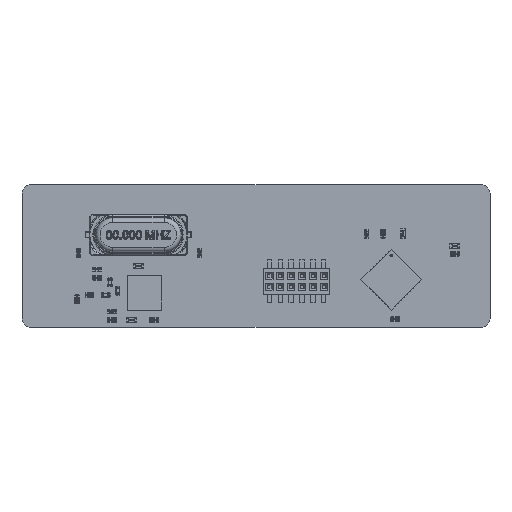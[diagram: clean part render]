
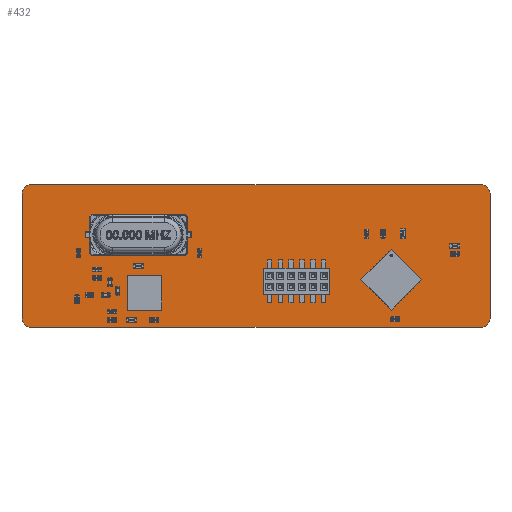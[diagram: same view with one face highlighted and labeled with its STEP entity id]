
A CAD part, top view. The second image highlights one B-rep face of the part: STEP entity #432.
In plain terms, the highlighted planar face has unit normal (0, 0, 1).
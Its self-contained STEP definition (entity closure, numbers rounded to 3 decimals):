
#131 = VERTEX_POINT('',#132);
#132 = CARTESIAN_POINT('',(-1.,2.,0.));
#138 = EDGE_CURVE('',#131,#139,#141,.T.);
#139 = VERTEX_POINT('',#140);
#140 = CARTESIAN_POINT('',(-1.,16.6,0.));
#141 = LINE('',#142,#143);
#142 = CARTESIAN_POINT('',(-1.,2.,0.));
#143 = VECTOR('',#144,1.);
#144 = DIRECTION('',(0.,1.,0.));
#169 = EDGE_CURVE('',#139,#170,#172,.T.);
#170 = VERTEX_POINT('',#171);
#171 = CARTESIAN_POINT('',(0.,17.6,0.));
#172 = CIRCLE('',#173,1.);
#173 = AXIS2_PLACEMENT_3D('',#174,#175,#176);
#174 = CARTESIAN_POINT('',(0.,16.6,0.)
  );
#175 = DIRECTION('',(0.,0.,-1.));
#176 = DIRECTION('',(-1.,0.,0.));
#202 = EDGE_CURVE('',#170,#203,#205,.T.);
#203 = VERTEX_POINT('',#204);
#204 = CARTESIAN_POINT('',(52.5,17.6,0.));
#205 = LINE('',#206,#207);
#206 = CARTESIAN_POINT('',(0.,17.6,0.));
#207 = VECTOR('',#208,1.);
#208 = DIRECTION('',(1.,0.,0.));
#233 = EDGE_CURVE('',#203,#234,#236,.T.);
#234 = VERTEX_POINT('',#235);
#235 = CARTESIAN_POINT('',(53.5,16.6,0.));
#236 = CIRCLE('',#237,1.);
#237 = AXIS2_PLACEMENT_3D('',#238,#239,#240);
#238 = CARTESIAN_POINT('',(52.5,16.6,0.));
#239 = DIRECTION('',(0.,0.,-1.));
#240 = DIRECTION('',(0.,1.,0.));
#266 = EDGE_CURVE('',#234,#267,#269,.T.);
#267 = VERTEX_POINT('',#268);
#268 = CARTESIAN_POINT('',(53.5,2.,0.));
#269 = LINE('',#270,#271);
#270 = CARTESIAN_POINT('',(53.5,16.6,0.));
#271 = VECTOR('',#272,1.);
#272 = DIRECTION('',(0.,-1.,0.));
#297 = EDGE_CURVE('',#267,#298,#300,.T.);
#298 = VERTEX_POINT('',#299);
#299 = CARTESIAN_POINT('',(52.5,1.,0.));
#300 = CIRCLE('',#301,1.);
#301 = AXIS2_PLACEMENT_3D('',#302,#303,#304);
#302 = CARTESIAN_POINT('',(52.5,2.,0.));
#303 = DIRECTION('',(0.,0.,-1.));
#304 = DIRECTION('',(1.,0.,0.));
#330 = EDGE_CURVE('',#298,#331,#333,.T.);
#331 = VERTEX_POINT('',#332);
#332 = CARTESIAN_POINT('',(0.,1.,0.));
#333 = LINE('',#334,#335);
#334 = CARTESIAN_POINT('',(52.5,1.,0.));
#335 = VECTOR('',#336,1.);
#336 = DIRECTION('',(-1.,0.,0.));
#361 = EDGE_CURVE('',#331,#131,#362,.T.);
#362 = CIRCLE('',#363,1.);
#363 = AXIS2_PLACEMENT_3D('',#364,#365,#366);
#364 = CARTESIAN_POINT('',(0.,2.,0.));
#365 = DIRECTION('',(0.,0.,-1.));
#366 = DIRECTION('',(0.,-1.,0.));
#387 = VERTEX_POINT('',#388);
#388 = CARTESIAN_POINT('',(14.05,5.,0.));
#394 = EDGE_CURVE('',#387,#387,#395,.T.);
#395 = CIRCLE('',#396,0.75);
#396 = AXIS2_PLACEMENT_3D('',#397,#398,#399);
#397 = CARTESIAN_POINT('',(13.3,5.,0.));
#398 = DIRECTION('',(0.,0.,1.));
#399 = DIRECTION('',(1.,0.,0.));
#432 = ADVANCED_FACE('',(#433,#443),#446,.T.);
#433 = FACE_BOUND('',#434,.F.);
#434 = EDGE_LOOP('',(#435,#436,#437,#438,#439,#440,#441,#442));
#435 = ORIENTED_EDGE('',*,*,#138,.T.);
#436 = ORIENTED_EDGE('',*,*,#169,.T.);
#437 = ORIENTED_EDGE('',*,*,#202,.T.);
#438 = ORIENTED_EDGE('',*,*,#233,.T.);
#439 = ORIENTED_EDGE('',*,*,#266,.T.);
#440 = ORIENTED_EDGE('',*,*,#297,.T.);
#441 = ORIENTED_EDGE('',*,*,#330,.T.);
#442 = ORIENTED_EDGE('',*,*,#361,.T.);
#443 = FACE_BOUND('',#444,.T.);
#444 = EDGE_LOOP('',(#445));
#445 = ORIENTED_EDGE('',*,*,#394,.F.);
#446 = PLANE('',#447);
#447 = AXIS2_PLACEMENT_3D('',#448,#449,#450);
#448 = CARTESIAN_POINT('',(-1.,2.,0.));
#449 = DIRECTION('',(0.,0.,1.));
#450 = DIRECTION('',(1.,0.,0.));
